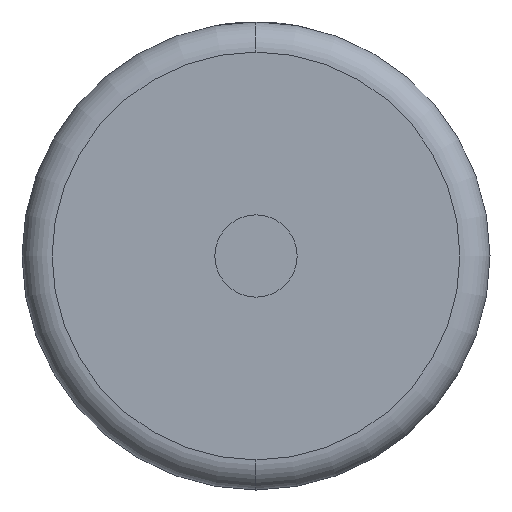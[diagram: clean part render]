
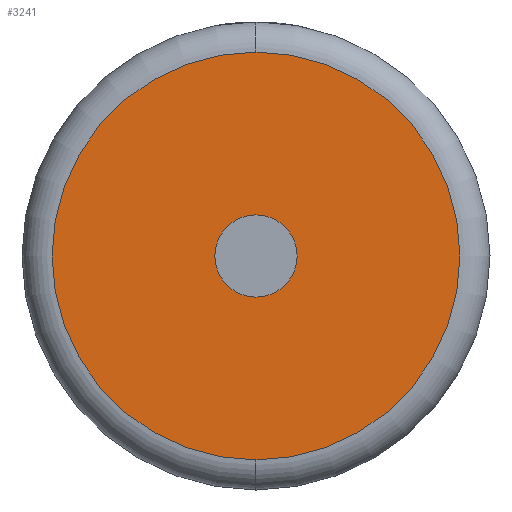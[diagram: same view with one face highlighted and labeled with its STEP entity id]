
A CAD part, left-side view. The second image highlights one B-rep face of the part: STEP entity #3241.
In plain terms, the highlighted planar face has unit normal (-1, 0, 0).
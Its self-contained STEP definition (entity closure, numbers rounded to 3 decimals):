
#118 = EDGE_CURVE ( 'NONE', #401, #3514, #590, .T. ) ;
#144 = CIRCLE ( 'NONE', #578, 19.823 ) ;
#224 = ORIENTED_EDGE ( 'NONE', *, *, #1566, .T. ) ;
#286 = CIRCLE ( 'NONE', #2839, 4. ) ;
#331 = AXIS2_PLACEMENT_3D ( 'NONE', #2228, #1582, #1911 ) ;
#401 = VERTEX_POINT ( 'NONE', #3065 ) ;
#447 = DIRECTION ( 'NONE',  ( 0., 0., -1. ) ) ;
#449 = ORIENTED_EDGE ( 'NONE', *, *, #2826, .T. ) ;
#578 = AXIS2_PLACEMENT_3D ( 'NONE', #1853, #2174, #2164 ) ;
#590 = CIRCLE ( 'NONE', #1415, 4. ) ;
#728 = FACE_OUTER_BOUND ( 'NONE', #2878, .T. ) ;
#1057 = AXIS2_PLACEMENT_3D ( 'NONE', #2454, #1378, #3573 ) ;
#1077 = CARTESIAN_POINT ( 'NONE',  ( 0., 0., 4. ) ) ;
#1378 = DIRECTION ( 'NONE',  ( -1., 0., 0. ) ) ;
#1415 = AXIS2_PLACEMENT_3D ( 'NONE', #1961, #3502, #2566 ) ;
#1507 = VERTEX_POINT ( 'NONE', #1840 ) ;
#1566 = EDGE_CURVE ( 'NONE', #1507, #2778, #144, .T. ) ;
#1582 = DIRECTION ( 'NONE',  ( 1., 0., 0. ) ) ;
#1697 = CARTESIAN_POINT ( 'NONE',  ( 0., 0., 0. ) ) ;
#1840 = CARTESIAN_POINT ( 'NONE',  ( 0., 0., -19.823 ) ) ;
#1853 = CARTESIAN_POINT ( 'NONE',  ( 0., 0., 0. ) ) ;
#1885 = PLANE ( 'NONE',  #331 ) ;
#1911 = DIRECTION ( 'NONE',  ( 0., 0., -1. ) ) ;
#1961 = CARTESIAN_POINT ( 'NONE',  ( 0., 0., 0. ) ) ;
#1985 = CIRCLE ( 'NONE', #1057, 19.823 ) ;
#2015 = DIRECTION ( 'NONE',  ( -1., 0., 0. ) ) ;
#2164 = DIRECTION ( 'NONE',  ( 0., 0., -1. ) ) ;
#2174 = DIRECTION ( 'NONE',  ( -1., 0., 0. ) ) ;
#2228 = CARTESIAN_POINT ( 'NONE',  ( 0., 0., 0. ) ) ;
#2425 = CARTESIAN_POINT ( 'NONE',  ( 0., 0., 19.823 ) ) ;
#2454 = CARTESIAN_POINT ( 'NONE',  ( 0., 0., 0. ) ) ;
#2558 = EDGE_CURVE ( 'NONE', #3514, #401, #286, .T. ) ;
#2566 = DIRECTION ( 'NONE',  ( 0., 0., -1. ) ) ;
#2739 = ORIENTED_EDGE ( 'NONE', *, *, #118, .F. ) ;
#2778 = VERTEX_POINT ( 'NONE', #2425 ) ;
#2789 = EDGE_LOOP ( 'NONE', ( #2739, #3064 ) ) ;
#2826 = EDGE_CURVE ( 'NONE', #2778, #1507, #1985, .T. ) ;
#2839 = AXIS2_PLACEMENT_3D ( 'NONE', #1697, #2015, #447 ) ;
#2878 = EDGE_LOOP ( 'NONE', ( #224, #449 ) ) ;
#3064 = ORIENTED_EDGE ( 'NONE', *, *, #2558, .F. ) ;
#3065 = CARTESIAN_POINT ( 'NONE',  ( 0., 0., -4. ) ) ;
#3241 = ADVANCED_FACE ( 'NONE', ( #728, #3675 ), #1885, .F. ) ;
#3502 = DIRECTION ( 'NONE',  ( -1., 0., 0. ) ) ;
#3514 = VERTEX_POINT ( 'NONE', #1077 ) ;
#3573 = DIRECTION ( 'NONE',  ( 0., 0., -1. ) ) ;
#3675 = FACE_BOUND ( 'NONE', #2789, .T. ) ;
